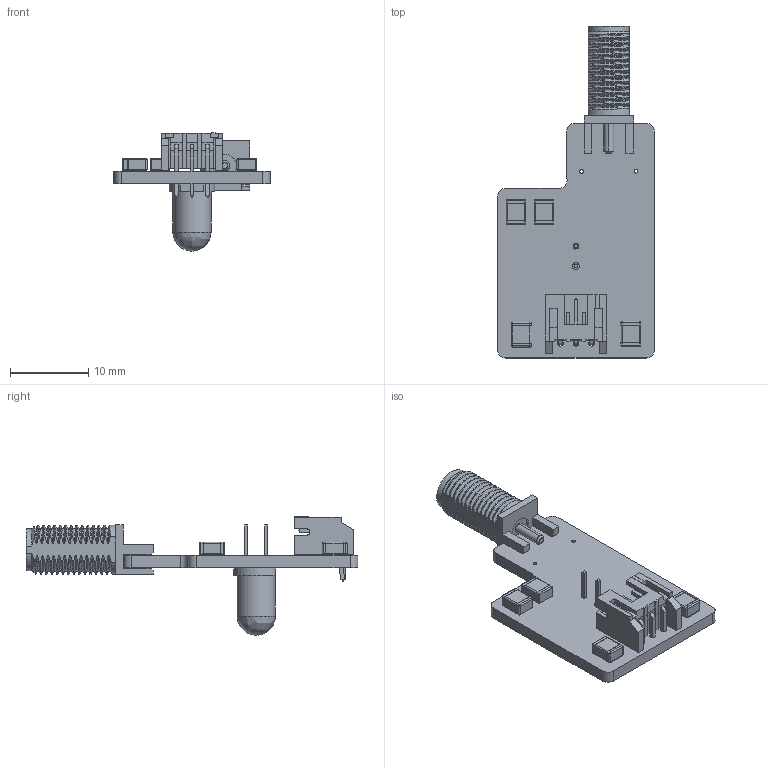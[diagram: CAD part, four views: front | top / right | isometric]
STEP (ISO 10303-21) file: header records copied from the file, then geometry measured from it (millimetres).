
FILE_DESCRIPTION(('KiCad electronic assembly'),'2;1');
FILE_NAME('SFH203_photodetector.step','2023-05-12T13:39:49',('Pcbnew'),( 'Kicad'),'Open CASCADE STEP processor 7.6','KiCad to STEP converter' ,'Unknown');
FILE_SCHEMA(('AUTOMOTIVE_DESIGN { 1 0 10303 214 1 1 1 1 }'));
Length unit declared in the file: millimetre
Products named in the file (10): SFH203_photodetector 1; JST_PH_S3B-PH-K_1x03_P2.00mm_Horizontal; SOLID; CC1210ZKY5V9BB106; COMPOUND; 732512120; LED_D5.0mm_IRBlack; SFH203_photodetector PCB
Assembly tree (12 placements, depth 3):
  SFH203_photodetector 1
    JST_PH_S3B-PH-K_1x03_P2.00mm_Horizontal
      SOLID
    CC1210ZKY5V9BB106  x4
      COMPOUND
    732512120
      SOLID
    LED_D5.0mm_IRBlack
      SOLID
    SFH203_photodetector PCB
Bounding box: 20 x 42.47 x 15.15 mm (x, y, z)
Volume: 1482.9 mm3; surface area: 2499.8 mm2
Topology: 16 solids, 16 shells, 550 faces, 1665 edges, 1123 vertices
Faces by surface type: bspline 529, cylinder 13, plane 8
Full cylindrical faces by diameter (mm): 0.46 x2, 0.7 x1, 0.75 x3, 0.9 x1
Entity records: 35284 total; most frequent: CARTESIAN_POINT 16446, B_SPLINE_CURVE_WITH_KNOTS 3662, ORIENTED_EDGE 2684, PCURVE 2684, DEFINITIONAL_REPRESENTATION 2684, EDGE_CURVE 1342, SURFACE_CURVE 1333, VERTEX_POINT 955
